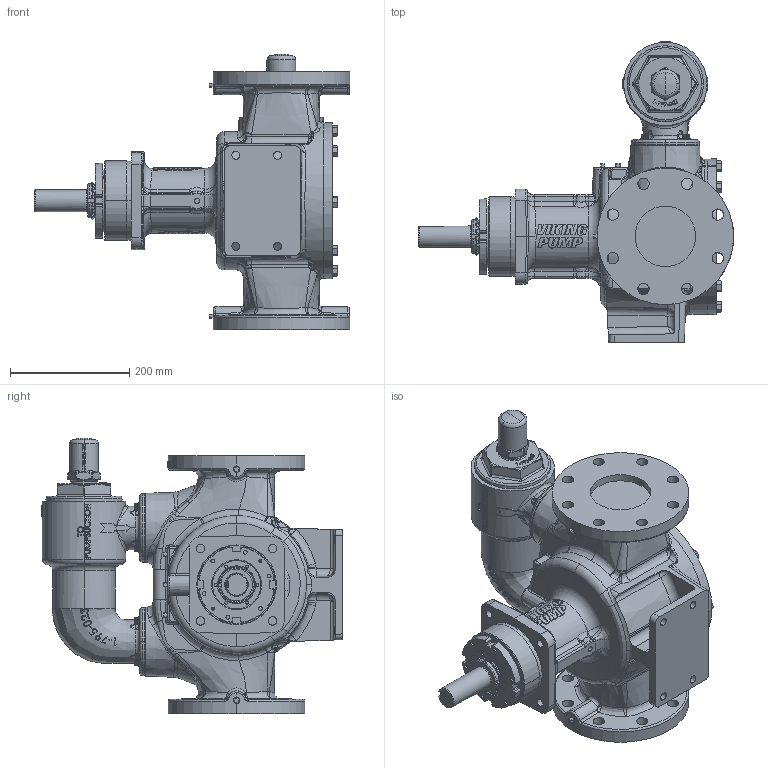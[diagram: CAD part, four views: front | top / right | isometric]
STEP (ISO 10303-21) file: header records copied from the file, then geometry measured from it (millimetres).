
FILE_DESCRIPTION (( 'STEP AP214' ), '1' );
FILE_NAME ('LQE4195.STEP', '2017-02-20T22:18:50', ( '' ), ( '' ), 'SwSTEP 2.0', 'SolidWorks 2016', '' );
FILE_SCHEMA (( 'AUTOMOTIVE_DESIGN' ));
Length unit declared in the file: inch
Products named in the file (1): LQE4195
Bounding box: 527.88 x 504.97 x 461.2 mm (x, y, z)
Volume: 21511105.1 mm3; surface area: 914638.8 mm2
Topology: 1 solids, 1 shells, 3066 faces, 7943 edges, 4943 vertices
Faces by surface type: bspline 1040, plane 985, cylinder 568, cone 322, torus 96, sphere 55
Entity records: 234879 total; most frequent: CARTESIAN_POINT 156178, ORIENTED_EDGE 15660, DIRECTION 10299, EDGE_CURVE 7830, VERTEX_POINT 4936, AXIS2_PLACEMENT_3D 3974, EDGE_LOOP 3304, B_SPLINE_CURVE_WITH_KNOTS 3292
